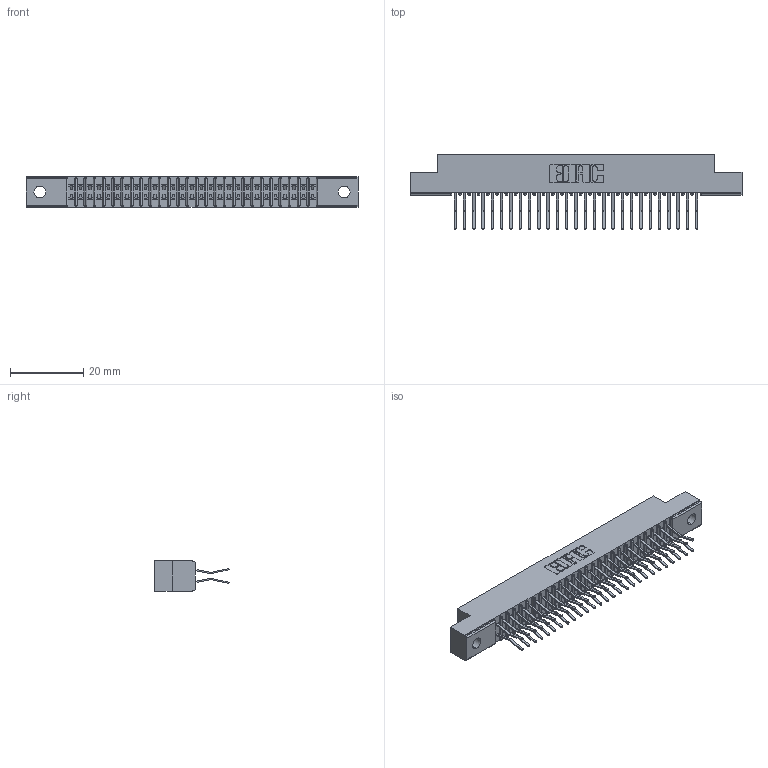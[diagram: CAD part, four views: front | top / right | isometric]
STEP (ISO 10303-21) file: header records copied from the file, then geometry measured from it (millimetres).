
FILE_DESCRIPTION (( 'STEP AP203' ), '1' );
FILE_NAME ('391-054-560-202.STEP', '2018-08-09T07:25:57', ( '' ), ( '' ), 'SwSTEP 2.0', 'SolidWorks 2016', '' );
FILE_SCHEMA (( 'CONFIG_CONTROL_DESIGN' ));
Length unit declared in the file: inch
Products named in the file (3): 341 Part_.128 (3.25) Dia Mounting Holes; 341-292-001_341-292-160; 391-054-560-202
Assembly tree (55 placements, depth 2):
  391-054-560-202
    341 Part_.128 (3.25) Dia Mounting Holes
    341-292-001_341-292-160  x54
Bounding box: 90.81 x 20.37 x 8.38 mm (x, y, z)
Volume: 5169.5 mm3; surface area: 11219.3 mm2
Topology: 55 solids, 55 shells, 3896 faces, 11305 edges, 7334 vertices
Faces by surface type: plane 2228, cylinder 1560, sphere 56, torus 52
Entity records: 34816 total; most frequent: CARTESIAN_POINT 5789, ORIENTED_EDGE 5750, DIRECTION 5633, EDGE_CURVE 2875, VECTOR 2301, LINE 2301, VERTEX_POINT 1822, AXIS2_PLACEMENT_3D 1666
